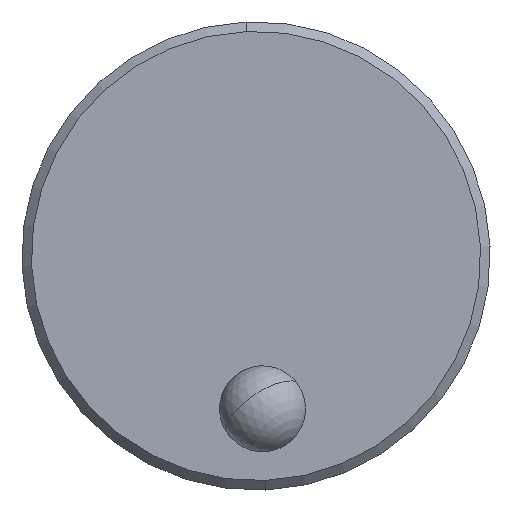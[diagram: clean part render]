
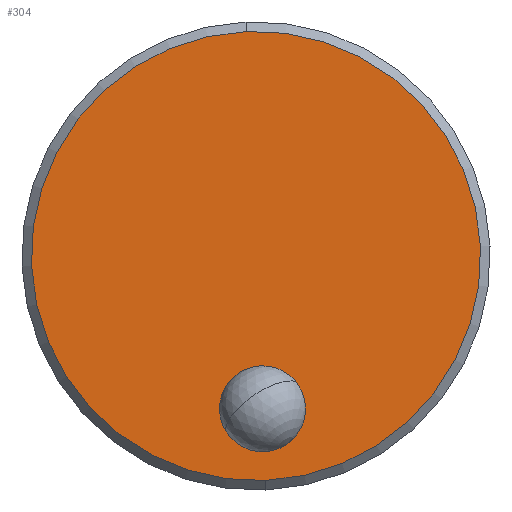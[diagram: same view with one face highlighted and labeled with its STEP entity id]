
A CAD part, left-side view. The second image highlights one B-rep face of the part: STEP entity #304.
In plain terms, the highlighted planar face has unit normal (-1, 0, 0).
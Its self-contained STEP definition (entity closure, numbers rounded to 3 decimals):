
#82 = VERTEX_POINT ( 'NONE', #501 ) ;
#95 = EDGE_LOOP ( 'NONE', ( #235, #151 ) ) ;
#96 = EDGE_CURVE ( 'NONE', #268, #188, #559, .T. ) ;
#151 = ORIENTED_EDGE ( 'NONE', *, *, #187, .T. ) ;
#169 = VERTEX_POINT ( 'NONE', #770 ) ;
#187 = EDGE_CURVE ( 'NONE', #188, #268, #946, .T. ) ;
#188 = VERTEX_POINT ( 'NONE', #968 ) ;
#205 = EDGE_CURVE ( 'NONE', #82, #169, #1007, .T. ) ;
#228 = ORIENTED_EDGE ( 'NONE', *, *, #229, .F. ) ;
#229 = EDGE_CURVE ( 'NONE', #169, #82, #1272, .T. ) ;
#230 = ORIENTED_EDGE ( 'NONE', *, *, #205, .F. ) ;
#235 = ORIENTED_EDGE ( 'NONE', *, *, #96, .T. ) ;
#239 = EDGE_LOOP ( 'NONE', ( #228, #230 ) ) ;
#268 = VERTEX_POINT ( 'NONE', #1222 ) ;
#304 = ADVANCED_FACE ( 'NONE', ( #1339, #1338 ), #1472, .T. ) ;
#501 = CARTESIAN_POINT ( 'NONE',  ( -41.487, 1.361, -7.305 ) ) ;
#555 = DIRECTION ( 'NONE',  ( 0., 0.043, 0.999 ) ) ;
#556 = DIRECTION ( 'NONE',  ( -1., 0., 0. ) ) ;
#557 = CARTESIAN_POINT ( 'NONE',  ( -41.487, 1.583, -2.103 ) ) ;
#558 = AXIS2_PLACEMENT_3D ( 'NONE', #557, #556, #555 ) ;
#559 = CIRCLE ( 'NONE', #558, 5.969 ) ;
#770 = CARTESIAN_POINT ( 'NONE',  ( -41.487, 1.459, -5.021 ) ) ;
#912 = DIRECTION ( 'NONE',  ( 0., 0.043, 0.999 ) ) ;
#913 = DIRECTION ( 'NONE',  ( -1., 0., 0. ) ) ;
#914 = CARTESIAN_POINT ( 'NONE',  ( -41.487, 1.583, -2.103 ) ) ;
#915 = AXIS2_PLACEMENT_3D ( 'NONE', #914, #913, #912 ) ;
#946 = CIRCLE ( 'NONE', #915, 5.969 ) ;
#968 = CARTESIAN_POINT ( 'NONE',  ( -41.487, 1.838, 3.861 ) ) ;
#1004 = DIRECTION ( 'NONE',  ( 0., 0.043, 0.999 ) ) ;
#1005 = DIRECTION ( 'NONE',  ( -1., 0., 0. ) ) ;
#1006 = AXIS2_PLACEMENT_3D ( 'NONE', #1012, #1005, #1004 ) ;
#1007 = CIRCLE ( 'NONE', #1006, 1.143 ) ;
#1012 = CARTESIAN_POINT ( 'NONE',  ( -41.487, 1.41, -6.163 ) ) ;
#1222 = CARTESIAN_POINT ( 'NONE',  ( -41.487, 1.329, -8.066 ) ) ;
#1268 = DIRECTION ( 'NONE',  ( 0., 0.043, 0.999 ) ) ;
#1269 = DIRECTION ( 'NONE',  ( -1., 0., 0. ) ) ;
#1270 = CARTESIAN_POINT ( 'NONE',  ( -41.487, 1.41, -6.163 ) ) ;
#1271 = AXIS2_PLACEMENT_3D ( 'NONE', #1270, #1269, #1268 ) ;
#1272 = CIRCLE ( 'NONE', #1271, 1.143 ) ;
#1338 = FACE_BOUND ( 'NONE', #239, .T. ) ;
#1339 = FACE_OUTER_BOUND ( 'NONE', #95, .T. ) ;
#1468 = DIRECTION ( 'NONE',  ( 0., 0.043, 0.999 ) ) ;
#1469 = DIRECTION ( 'NONE',  ( -1., 0., 0. ) ) ;
#1470 = CARTESIAN_POINT ( 'NONE',  ( -41.487, 1.583, -2.103 ) ) ;
#1471 = AXIS2_PLACEMENT_3D ( 'NONE', #1470, #1469, #1468 ) ;
#1472 = PLANE ( 'NONE',  #1471 ) ;
